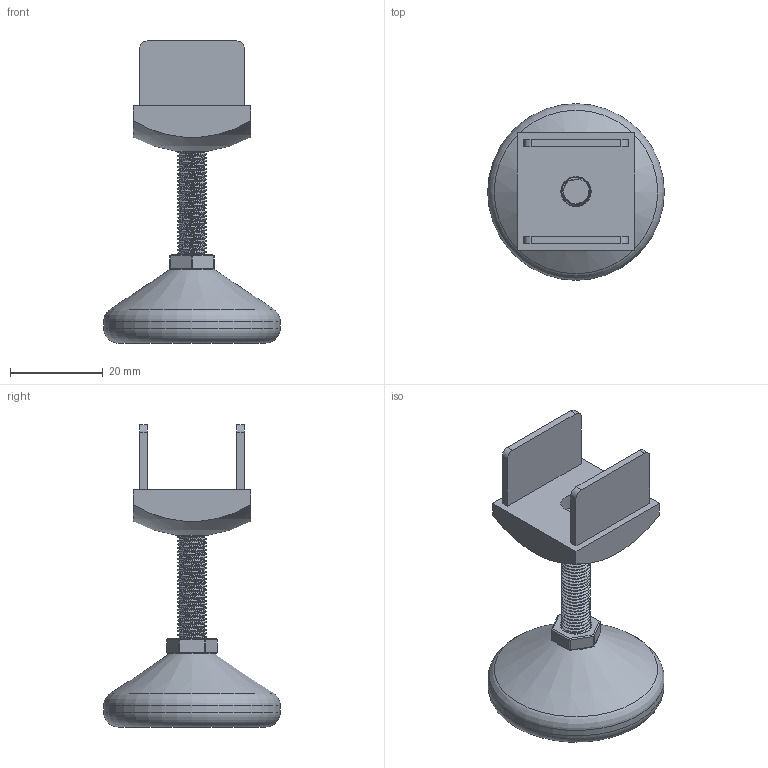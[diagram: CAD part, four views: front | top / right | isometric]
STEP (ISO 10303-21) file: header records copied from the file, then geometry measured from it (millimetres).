
FILE_DESCRIPTION(('STEP AP214'),'1');
FILE_NAME('100-339.stp','2014-07-12T22:56:58',(' '),(' '),'Spatial InterOp 3D',' ',' ');
FILE_SCHEMA(('automotive_design'));
Length unit declared in the file: metre
Products named in the file (5): 1; 2; 3; 4; 5
Bounding box: 38.1 x 38.1 x 65.18 mm (x, y, z)
Volume: 18247.7 mm3; surface area: 7561.1 mm2
Topology: 5 solids, 5 shells, 76 faces, 170 edges, 92 vertices
Faces by surface type: plane 40, cylinder 14, cone 13, torus 4, bspline 3, sphere 2
Full cylindrical faces by diameter (mm): 6.35 x1, 6.528 x1, 38.1 x1
Entity records: 10441 total; most frequent: CARTESIAN_POINT 8222, DIRECTION 328, ORIENTED_EDGE 288, EDGE_CURVE 144, AXIS2_PLACEMENT_3D 116, LINE 96, VECTOR 96, EDGE_LOOP 90
